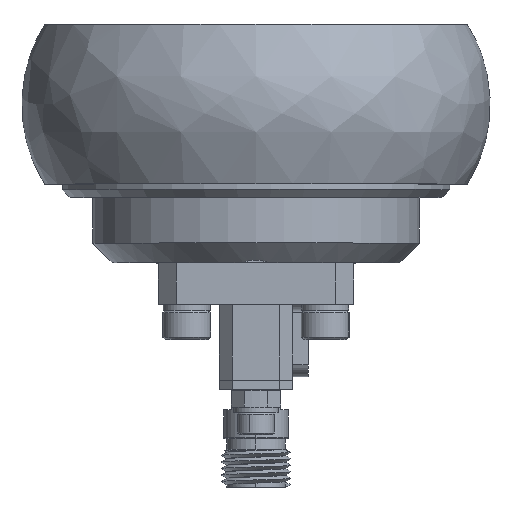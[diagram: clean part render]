
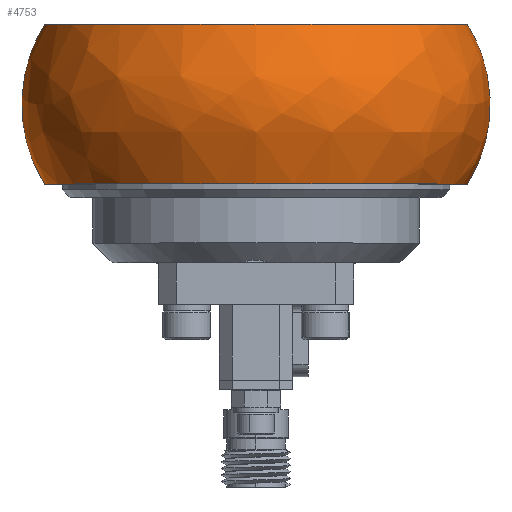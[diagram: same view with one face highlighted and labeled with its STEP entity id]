
A CAD part, top view. The second image highlights one B-rep face of the part: STEP entity #4753.
In plain terms, the highlighted free-form (B-spline) face has degree [3, 3] with [4, 4] control points.
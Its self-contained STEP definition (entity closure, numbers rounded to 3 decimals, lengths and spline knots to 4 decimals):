
#865 = DIRECTION ( 'NONE',  ( 0., -1., 0. ) ) ;
#1057 = VERTEX_POINT ( 'NONE', #17326 ) ;
#1283 = CARTESIAN_POINT ( 'NONE',  ( 0., 0.305, 0. ) ) ;
#1504 = B_SPLINE_CURVE_WITH_KNOTS ( 'NONE', 3,
 ( #6366, #12913, #25843, #19681 ),
 .UNSPECIFIED., .F., .F.,
 ( 4, 4 ),
 ( 0., 1. ),
 .UNSPECIFIED. ) ;
#2951 = B_SPLINE_CURVE_WITH_KNOTS ( 'NONE', 3,
 ( #9807, #9948, #19748, #43124 ),
 .UNSPECIFIED., .F., .F.,
 ( 4, 4 ),
 ( 0., 1. ),
 .UNSPECIFIED. ) ;
#3028 = CARTESIAN_POINT ( 'NONE',  ( 0., -0.305, 0. ) ) ;
#4184 = CARTESIAN_POINT ( 'NONE',  ( -0.9254, -0.1236, 0. ) ) ;
#4502 = DIRECTION ( 'NONE',  ( 0., 0., -1. ) ) ;
#4753 = ADVANCED_FACE ( 'NONE', ( #10006 ), #32709, .T. ) ;
#6366 = CARTESIAN_POINT ( 'NONE',  ( 0.8088, -0.305, 0. ) ) ;
#7819 = CARTESIAN_POINT ( 'NONE',  ( -0.8088, 0.305, 0. ) ) ;
#7962 = CARTESIAN_POINT ( 'NONE',  ( -0.9254, 0.1236, 0. ) ) ;
#9156 = EDGE_CURVE ( 'NONE', #43289, #1057, #15941, .T. ) ;
#9197 = ORIENTED_EDGE ( 'NONE', *, *, #37349, .F. ) ;
#9807 = CARTESIAN_POINT ( 'NONE',  ( -0.8088, -0.305, 0. ) ) ;
#9948 = CARTESIAN_POINT ( 'NONE',  ( -0.9254, -0.1236, 0. ) ) ;
#10006 = FACE_OUTER_BOUND ( 'NONE', #35631, .T. ) ;
#10758 = CARTESIAN_POINT ( 'NONE',  ( -0.9254, 0.1236, 1.8509 ) ) ;
#10893 = CARTESIAN_POINT ( 'NONE',  ( -0.9254, -0.1236, 1.8509 ) ) ;
#12913 = CARTESIAN_POINT ( 'NONE',  ( 0.9254, -0.1236, 0. ) ) ;
#12982 = ORIENTED_EDGE ( 'NONE', *, *, #9156, .T. ) ;
#14380 = CARTESIAN_POINT ( 'NONE',  ( 0.8088, 0.305, 0. ) ) ;
#15941 = CIRCLE ( 'NONE', #38557, 0.8088 ) ;
#16317 = DIRECTION ( 'NONE',  ( 0., -1., 0. ) ) ;
#17326 = CARTESIAN_POINT ( 'NONE',  ( -0.8088, 0.305, 0. ) ) ;
#17462 = CARTESIAN_POINT ( 'NONE',  ( 0.8088, -0.305, 1.6176 ) ) ;
#17606 = CARTESIAN_POINT ( 'NONE',  ( 0.9254, -0.1236, 0. ) ) ;
#17752 = CARTESIAN_POINT ( 'NONE',  ( -0.8088, 0.305, 1.6176 ) ) ;
#19588 = EDGE_CURVE ( 'NONE', #21239, #43289, #1504, .T. ) ;
#19681 = CARTESIAN_POINT ( 'NONE',  ( 0.8088, 0.305, 0. ) ) ;
#19748 = CARTESIAN_POINT ( 'NONE',  ( -0.9254, 0.1236, 0. ) ) ;
#19818 = CARTESIAN_POINT ( 'NONE',  ( 0.8088, 0.305, 0. ) ) ;
#20842 = CARTESIAN_POINT ( 'NONE',  ( 0.8088, -0.305, 0. ) ) ;
#21239 = VERTEX_POINT ( 'NONE', #35628 ) ;
#21268 = CARTESIAN_POINT ( 'NONE',  ( -0.8088, -0.305, 0. ) ) ;
#25843 = CARTESIAN_POINT ( 'NONE',  ( 0.9254, 0.1236, 0. ) ) ;
#26032 = AXIS2_PLACEMENT_3D ( 'NONE', #3028, #16317, #26481 ) ;
#26481 = DIRECTION ( 'NONE',  ( 0., 0., -1. ) ) ;
#28040 = CARTESIAN_POINT ( 'NONE',  ( 0.9254, 0.1236, 0. ) ) ;
#28895 = ORIENTED_EDGE ( 'NONE', *, *, #34011, .F. ) ;
#31434 = CARTESIAN_POINT ( 'NONE',  ( 0.8088, 0.305, 1.6176 ) ) ;
#32709 =( BOUNDED_SURFACE ( )  B_SPLINE_SURFACE ( 3, 3, ( 
 ( #20842, #17462, #41430, #21268 ),
 ( #17606, #38188, #10893, #4184 ),
 ( #28040, #34544, #10758, #7962 ),
 ( #14380, #31434, #17752, #7819 ) ),
 .UNSPECIFIED., .F., .F., .F. ) 
 B_SPLINE_SURFACE_WITH_KNOTS ( ( 4, 4 ),
 ( 4, 4 ),
 ( 0., 1. ),
 ( 0., 1. ),
 .UNSPECIFIED. ) 
 GEOMETRIC_REPRESENTATION_ITEM ( )  RATIONAL_B_SPLINE_SURFACE ( (
 ( 1., 0.333, 0.333, 1.),
 ( 1., 0.333, 0.333, 1.),
 ( 1., 0.333, 0.333, 1.),
 ( 1., 0.333, 0.333, 1.) ) ) 
 REPRESENTATION_ITEM ( '' )  SURFACE ( )  );
#32777 = ORIENTED_EDGE ( 'NONE', *, *, #19588, .T. ) ;
#34011 = EDGE_CURVE ( 'NONE', #21239, #36716, #37190, .T. ) ;
#34544 = CARTESIAN_POINT ( 'NONE',  ( 0.9254, 0.1236, 1.8509 ) ) ;
#35628 = CARTESIAN_POINT ( 'NONE',  ( 0.8088, -0.305, 0. ) ) ;
#35631 = EDGE_LOOP ( 'NONE', ( #9197, #28895, #32777, #12982 ) ) ;
#35977 = CARTESIAN_POINT ( 'NONE',  ( -0.8088, -0.305, 0. ) ) ;
#36716 = VERTEX_POINT ( 'NONE', #35977 ) ;
#37190 = CIRCLE ( 'NONE', #26032, 0.8088 ) ;
#37349 = EDGE_CURVE ( 'NONE', #36716, #1057, #2951, .T. ) ;
#38188 = CARTESIAN_POINT ( 'NONE',  ( 0.9254, -0.1236, 1.8509 ) ) ;
#38557 = AXIS2_PLACEMENT_3D ( 'NONE', #1283, #865, #4502 ) ;
#41430 = CARTESIAN_POINT ( 'NONE',  ( -0.8088, -0.305, 1.6176 ) ) ;
#43124 = CARTESIAN_POINT ( 'NONE',  ( -0.8088, 0.305, 0. ) ) ;
#43289 = VERTEX_POINT ( 'NONE', #19818 ) ;
